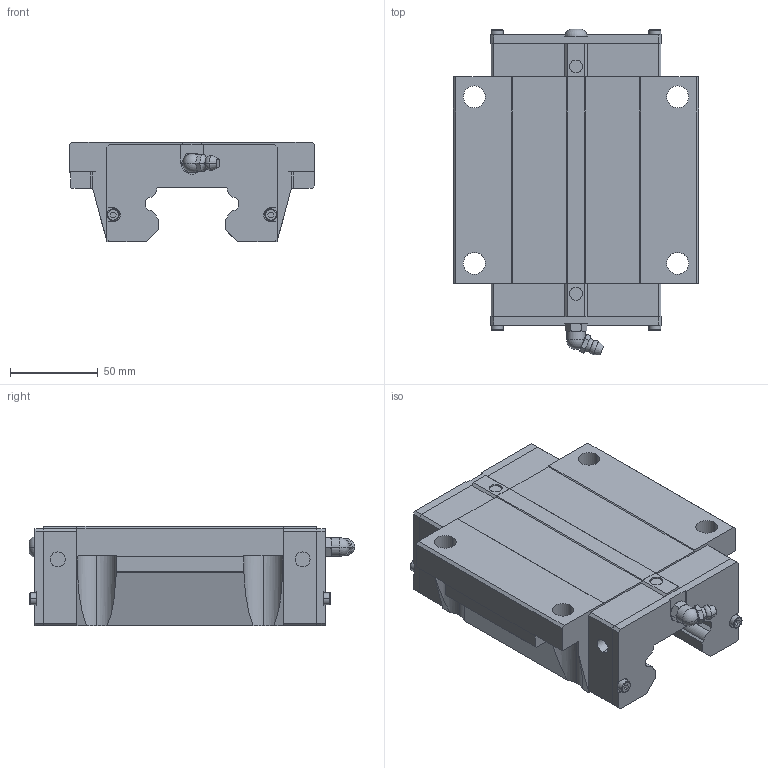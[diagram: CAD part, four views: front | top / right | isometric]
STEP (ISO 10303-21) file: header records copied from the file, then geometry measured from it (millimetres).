
FILE_DESCRIPTION(('STEP AP214'),'1');
FILE_NAME('cctmp_4B0F75BE-2CD5-4058-B18F-8E8B54D30D56_2024_08_05_21_24_11_0302..stp','2024-08-05T19:24:11',('HIWIN GmbH'),('CADClick - www.CADClick.com'),'Spatial InterOp 3D',' ','unknown authorization');
FILE_SCHEMA(('AUTOMOTIVE_DESIGN'));
Length unit declared in the file: millimetre
Products named in the file (1): HGW55CCZ0C_FILE
Bounding box: 140 x 185.83 x 57 mm (x, y, z)
Volume: 799511.9 mm3; surface area: 88025.4 mm2
Topology: 1 solids, 4 shells, 305 faces, 808 edges, 526 vertices
Faces by surface type: plane 199, cylinder 68, torus 22, cone 14, sphere 2
Entity records: 12068 total; most frequent: CARTESIAN_POINT 1938, ORIENTED_EDGE 1612, DIRECTION 1584, EDGE_CURVE 806, LINE 552, VECTOR 552, VERTEX_POINT 526, AXIS2_PLACEMENT_3D 516
